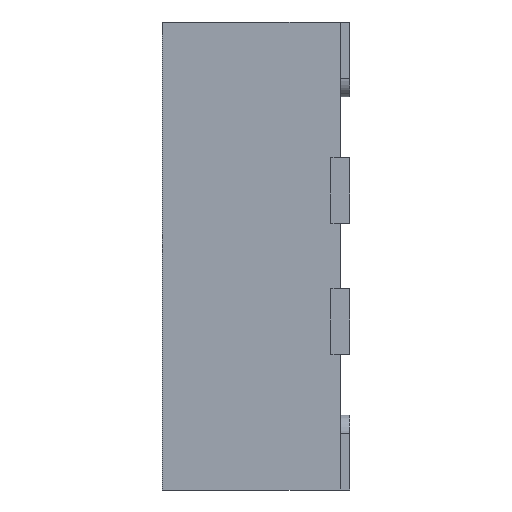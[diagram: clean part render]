
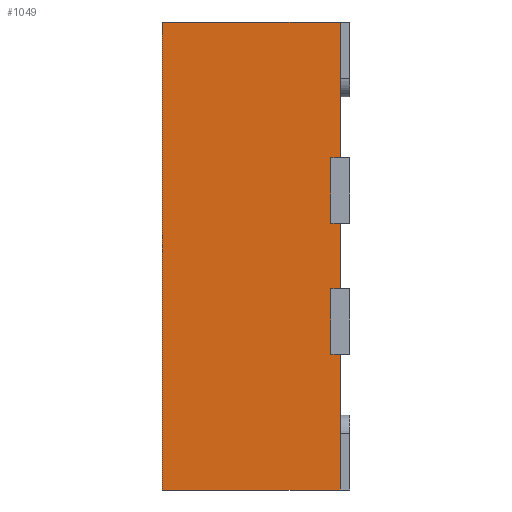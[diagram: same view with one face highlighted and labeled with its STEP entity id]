
A CAD part, left-side view. The second image highlights one B-rep face of the part: STEP entity #1049.
In plain terms, the highlighted planar face has unit normal (-1, 0, 0).
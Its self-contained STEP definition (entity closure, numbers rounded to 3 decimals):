
#31 = LINE ( 'NONE', #3597, #3273 ) ;
#48 = EDGE_CURVE ( 'NONE', #2667, #1349, #1089, .T. ) ;
#56 = EDGE_LOOP ( 'NONE', ( #2595, #3148, #1601, #1221, #2902, #278, #2312, #1422, #1312, #2331, #3028, #3895 ) ) ;
#67 = EDGE_CURVE ( 'NONE', #3819, #1349, #1769, .T. ) ;
#172 = FACE_OUTER_BOUND ( 'NONE', #56, .T. ) ;
#178 = VERTEX_POINT ( 'NONE', #2189 ) ;
#183 = EDGE_CURVE ( 'NONE', #1686, #2935, #646, .T. ) ;
#209 = LINE ( 'NONE', #4132, #3015 ) ;
#278 = ORIENTED_EDGE ( 'NONE', *, *, #1458, .F. ) ;
#295 = DIRECTION ( 'NONE',  ( 0., 0., 1. ) ) ;
#405 = CARTESIAN_POINT ( 'NONE',  ( -1., 0.1, 0.175 ) ) ;
#421 = CARTESIAN_POINT ( 'NONE',  ( -1., 0.05, 1.25 ) ) ;
#461 = VECTOR ( 'NONE', #1129, 1000. ) ;
#481 = EDGE_CURVE ( 'NONE', #2935, #4154, #3379, .T. ) ;
#500 = LINE ( 'NONE', #1431, #1466 ) ;
#531 = VECTOR ( 'NONE', #3524, 1000. ) ;
#549 = CARTESIAN_POINT ( 'NONE',  ( -1., 0.05, -1.25 ) ) ;
#646 = LINE ( 'NONE', #3153, #531 ) ;
#683 = CARTESIAN_POINT ( 'NONE',  ( -1., 0.1, -0.175 ) ) ;
#733 = AXIS2_PLACEMENT_3D ( 'NONE', #3855, #1239, #844 ) ;
#736 = VECTOR ( 'NONE', #2387, 1000. ) ;
#781 = CARTESIAN_POINT ( 'NONE',  ( -1., 0.1, 0.525 ) ) ;
#785 = EDGE_CURVE ( 'NONE', #2294, #2115, #31, .T. ) ;
#812 = VECTOR ( 'NONE', #1997, 1000. ) ;
#843 = LINE ( 'NONE', #781, #3987 ) ;
#844 = DIRECTION ( 'NONE',  ( 0., 0., -1. ) ) ;
#968 = DIRECTION ( 'NONE',  ( 0., 0., 1. ) ) ;
#978 = CARTESIAN_POINT ( 'NONE',  ( -1., 0.1, 0.525 ) ) ;
#995 = LINE ( 'NONE', #3913, #3731 ) ;
#1049 = ADVANCED_FACE ( 'NONE', ( #172 ), #2783, .F. ) ;
#1089 = LINE ( 'NONE', #2739, #736 ) ;
#1129 = DIRECTION ( 'NONE',  ( 0., 0., 1. ) ) ;
#1141 = CARTESIAN_POINT ( 'NONE',  ( -1., 0.1, -0.525 ) ) ;
#1221 = ORIENTED_EDGE ( 'NONE', *, *, #67, .T. ) ;
#1239 = DIRECTION ( 'NONE',  ( 1., 0., 0. ) ) ;
#1292 = VERTEX_POINT ( 'NONE', #978 ) ;
#1312 = ORIENTED_EDGE ( 'NONE', *, *, #3338, .F. ) ;
#1349 = VERTEX_POINT ( 'NONE', #421 ) ;
#1422 = ORIENTED_EDGE ( 'NONE', *, *, #785, .T. ) ;
#1431 = CARTESIAN_POINT ( 'NONE',  ( -1., 5.202, -1.25 ) ) ;
#1458 = EDGE_CURVE ( 'NONE', #178, #2667, #2384, .T. ) ;
#1466 = VECTOR ( 'NONE', #4073, 1000. ) ;
#1601 = ORIENTED_EDGE ( 'NONE', *, *, #2545, .T. ) ;
#1686 = VERTEX_POINT ( 'NONE', #683 ) ;
#1769 = LINE ( 'NONE', #3978, #812 ) ;
#1880 = VECTOR ( 'NONE', #3713, 1000. ) ;
#1997 = DIRECTION ( 'NONE',  ( 0., 0., 1. ) ) ;
#2115 = VERTEX_POINT ( 'NONE', #3965 ) ;
#2149 = VECTOR ( 'NONE', #968, 1000. ) ;
#2165 = VECTOR ( 'NONE', #4053, 1000. ) ;
#2175 = CARTESIAN_POINT ( 'NONE',  ( -1., 1., 1.25 ) ) ;
#2189 = CARTESIAN_POINT ( 'NONE',  ( -1., 1., -1.25 ) ) ;
#2201 = VERTEX_POINT ( 'NONE', #1141 ) ;
#2294 = VERTEX_POINT ( 'NONE', #549 ) ;
#2312 = ORIENTED_EDGE ( 'NONE', *, *, #3584, .T. ) ;
#2331 = ORIENTED_EDGE ( 'NONE', *, *, #2747, .T. ) ;
#2384 = LINE ( 'NONE', #4085, #461 ) ;
#2387 = DIRECTION ( 'NONE',  ( 0., -1., 0. ) ) ;
#2410 = DIRECTION ( 'NONE',  ( 0., -1., 0. ) ) ;
#2423 = CARTESIAN_POINT ( 'NONE',  ( -1., 0.05, -0.175 ) ) ;
#2545 = EDGE_CURVE ( 'NONE', #1292, #3819, #843, .T. ) ;
#2595 = ORIENTED_EDGE ( 'NONE', *, *, #2702, .F. ) ;
#2630 = CARTESIAN_POINT ( 'NONE',  ( -1., 0.05, 0.525 ) ) ;
#2667 = VERTEX_POINT ( 'NONE', #2175 ) ;
#2669 = DIRECTION ( 'NONE',  ( 0., 0., 1. ) ) ;
#2702 = EDGE_CURVE ( 'NONE', #3408, #4154, #209, .T. ) ;
#2739 = CARTESIAN_POINT ( 'NONE',  ( -1., 5.202, 1.25 ) ) ;
#2747 = EDGE_CURVE ( 'NONE', #2201, #1686, #995, .T. ) ;
#2783 = PLANE ( 'NONE',  #733 ) ;
#2902 = ORIENTED_EDGE ( 'NONE', *, *, #48, .F. ) ;
#2935 = VERTEX_POINT ( 'NONE', #2423 ) ;
#3015 = VECTOR ( 'NONE', #4195, 1000. ) ;
#3028 = ORIENTED_EDGE ( 'NONE', *, *, #183, .T. ) ;
#3148 = ORIENTED_EDGE ( 'NONE', *, *, #3303, .T. ) ;
#3153 = CARTESIAN_POINT ( 'NONE',  ( -1., 0.1, -0.175 ) ) ;
#3273 = VECTOR ( 'NONE', #295, 1000. ) ;
#3303 = EDGE_CURVE ( 'NONE', #3408, #1292, #3880, .T. ) ;
#3305 = CARTESIAN_POINT ( 'NONE',  ( -1., 0.05, 0.175 ) ) ;
#3338 = EDGE_CURVE ( 'NONE', #2201, #2115, #4023, .T. ) ;
#3379 = LINE ( 'NONE', #4094, #2165 ) ;
#3408 = VERTEX_POINT ( 'NONE', #405 ) ;
#3524 = DIRECTION ( 'NONE',  ( 0., -1., 0. ) ) ;
#3584 = EDGE_CURVE ( 'NONE', #178, #2294, #500, .T. ) ;
#3597 = CARTESIAN_POINT ( 'NONE',  ( -1., 0.05, 1.25 ) ) ;
#3642 = CARTESIAN_POINT ( 'NONE',  ( -1., 0.1, -0.525 ) ) ;
#3713 = DIRECTION ( 'NONE',  ( 0., -1., 0. ) ) ;
#3731 = VECTOR ( 'NONE', #2669, 1000. ) ;
#3819 = VERTEX_POINT ( 'NONE', #2630 ) ;
#3855 = CARTESIAN_POINT ( 'NONE',  ( -1., 5.202, 1.25 ) ) ;
#3880 = LINE ( 'NONE', #3920, #2149 ) ;
#3895 = ORIENTED_EDGE ( 'NONE', *, *, #481, .T. ) ;
#3913 = CARTESIAN_POINT ( 'NONE',  ( -1., 0.1, -0.525 ) ) ;
#3920 = CARTESIAN_POINT ( 'NONE',  ( -1., 0.1, 0.525 ) ) ;
#3965 = CARTESIAN_POINT ( 'NONE',  ( -1., 0.05, -0.525 ) ) ;
#3978 = CARTESIAN_POINT ( 'NONE',  ( -1., 0.05, 1.25 ) ) ;
#3987 = VECTOR ( 'NONE', #2410, 1000. ) ;
#4023 = LINE ( 'NONE', #3642, #1880 ) ;
#4053 = DIRECTION ( 'NONE',  ( 0., 0., 1. ) ) ;
#4073 = DIRECTION ( 'NONE',  ( 0., -1., 0. ) ) ;
#4085 = CARTESIAN_POINT ( 'NONE',  ( -1., 1., 1.25 ) ) ;
#4094 = CARTESIAN_POINT ( 'NONE',  ( -1., 0.05, 1.25 ) ) ;
#4132 = CARTESIAN_POINT ( 'NONE',  ( -1., 0.1, 0.175 ) ) ;
#4154 = VERTEX_POINT ( 'NONE', #3305 ) ;
#4195 = DIRECTION ( 'NONE',  ( 0., -1., 0. ) ) ;
